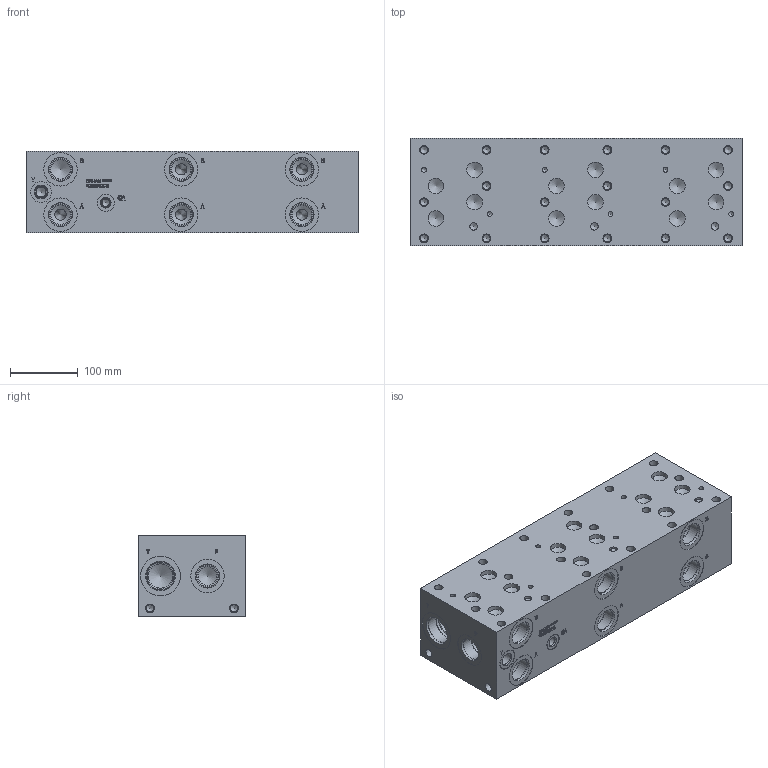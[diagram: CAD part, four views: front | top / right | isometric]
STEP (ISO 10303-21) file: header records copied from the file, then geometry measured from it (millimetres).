
FILE_DESCRIPTION(/* description */ (''),/* implementation_level */ '2;1');
FILE_NAME(/* name */ '_D08P037S.stp',/* time_stamp */ '2020-03-12T15:10:10-04:00',/* author */ ('devonn'),/* organization */ (''),/* preprocessor_version */ 'ST-DEVELOPER v17',/* originating_system */ 'Autodesk Inventor 2019',/* authorisation */ '');
FILE_SCHEMA (('AUTOMOTIVE_DESIGN { 1 0 10303 214 3 1 1 }'));
Length unit declared in the file: millimetre
Products named in the file (1): Part_AD08P037S_3D
Bounding box: 488.95 x 158.75 x 120.65 mm (x, y, z)
Volume: 8874403.4 mm3; surface area: 391319.6 mm2
Topology: 1 solids, 1 shells, 810 faces, 2195 edges, 1485 vertices
Faces by surface type: plane 402, bspline 174, cylinder 131, cone 103
Full cylindrical faces by diameter (mm): 7.137 x6, 10.719 x23, 11.113 x1, 11.125 x2, 12.7 x22, 12.9 x1, 14.275 x1, 14.3 x1, 14.529 x1, 17.501 x1, 19.05 x1, 19.253 x1, 23.012 x11, 23.017 x1, 25.019 x1, 26.975 x2, 28.575 x6, 30.632 x1, 31.267 x8, 33.34 x2, 33.35 x6, 33.757 x8, 35.509 x6, 35.712 x2, 39.218 x2, 41.275 x1, 41.28 x1, 41.758 x1, 43.51 x1, 49.124 x8
Entity records: 26809 total; most frequent: CARTESIAN_POINT 6698, ORIENTED_EDGE 4280, DIRECTION 3544, EDGE_CURVE 2140, VERTEX_POINT 1485, LINE 1314, VECTOR 1314, AXIS2_PLACEMENT_3D 1115
